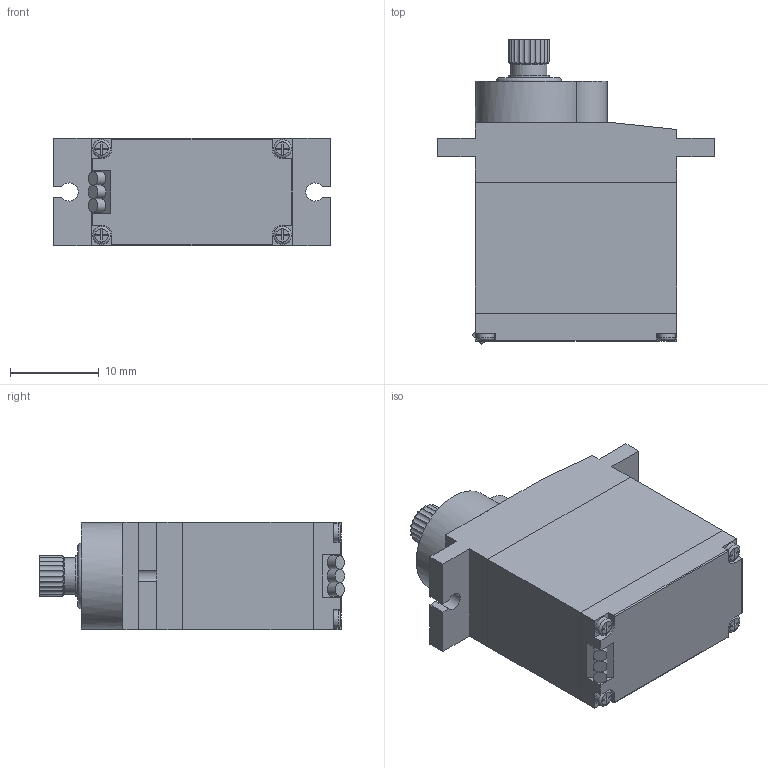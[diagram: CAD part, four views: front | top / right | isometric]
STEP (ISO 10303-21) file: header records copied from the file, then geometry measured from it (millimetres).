
FILE_DESCRIPTION(/* description */ (''),/* implementation_level */ '2;1');
FILE_NAME(/* name */ 'MG92B v15 v2.step',/* time_stamp */ '2018-09-09T17:48:42-04:00',/* author */ ('Xaveagle'),/* organization */ (''),/* preprocessor_version */ 'ST-DEVELOPER v17.2',/* originating_system */ 'Autodesk Translation Framework v7.6.0.251',/* authorisation */ '');
FILE_SCHEMA (('AUTOMOTIVE_DESIGN { 1 0 10303 214 3 1 1 }'));
Length unit declared in the file: inch
Products named in the file (1): MG92B v15
Bounding box: 31.24 x 34.39 x 12.06 mm (x, y, z)
Volume: 7555.4 mm3; surface area: 2842 mm2
Topology: 1 solids, 1 shells, 182 faces, 478 edges, 310 vertices
Faces by surface type: plane 112, cylinder 60, torus 5, cone 3, bspline 2
Full cylindrical faces by diameter (mm): 1.524 x1, 2.032 x5, 2.271 x5, 2.845 x4, 4.064 x1, 4.623 x1
Entity records: 6552 total; most frequent: CARTESIAN_POINT 1905, ORIENTED_EDGE 956, DIRECTION 896, EDGE_CURVE 478, LINE 326, VECTOR 326, VERTEX_POINT 310, AXIS2_PLACEMENT_3D 285
